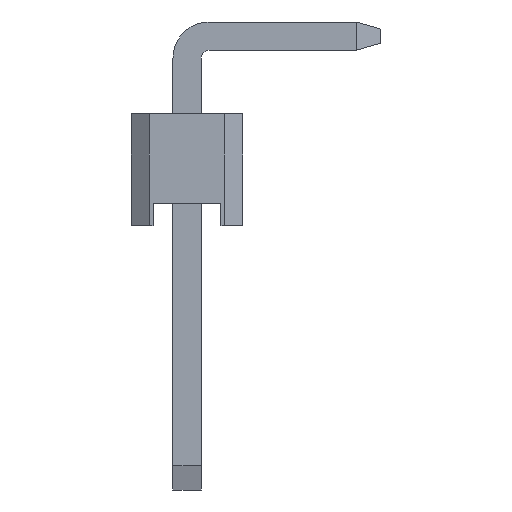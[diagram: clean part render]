
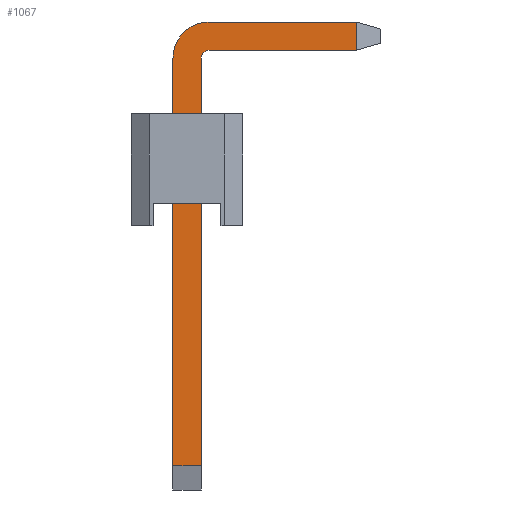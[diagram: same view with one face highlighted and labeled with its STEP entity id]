
A CAD part, left-side view. The second image highlights one B-rep face of the part: STEP entity #1067.
In plain terms, the highlighted planar face has unit normal (-1, 0, 0).
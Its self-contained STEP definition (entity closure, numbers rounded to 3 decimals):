
#7 = FACE_OUTER_BOUND ( 'NONE', #365, .T. ) ;
#49 = CARTESIAN_POINT ( 'NONE',  ( -0.32, -0.32, 0.55 ) ) ;
#85 = ORIENTED_EDGE ( 'NONE', *, *, #820, .F. ) ;
#108 = EDGE_CURVE ( 'NONE', #241, #282, #359, .T. ) ;
#109 = VECTOR ( 'NONE', #353, 1000. ) ;
#117 = DIRECTION ( 'NONE',  ( -1., 0., 0. ) ) ;
#160 = DIRECTION ( 'NONE',  ( -1., 0., 0. ) ) ;
#211 = DIRECTION ( 'NONE',  ( 0., 0., -1. ) ) ;
#217 = ORIENTED_EDGE ( 'NONE', *, *, #434, .T. ) ;
#220 = LINE ( 'NONE', #308, #554 ) ;
#226 = DIRECTION ( 'NONE',  ( 0., 0., -1. ) ) ;
#241 = VERTEX_POINT ( 'NONE', #410 ) ;
#242 = CARTESIAN_POINT ( 'NONE',  ( -0.32, -4.4, 10.62 ) ) ;
#276 = LINE ( 'NONE', #828, #416 ) ;
#282 = VERTEX_POINT ( 'NONE', #861 ) ;
#299 = ORIENTED_EDGE ( 'NONE', *, *, #1060, .T. ) ;
#306 = LINE ( 'NONE', #364, #808 ) ;
#308 = CARTESIAN_POINT ( 'NONE',  ( -0.32, -0.32, 9.8 ) ) ;
#309 = ORIENTED_EDGE ( 'NONE', *, *, #451, .T. ) ;
#321 = CARTESIAN_POINT ( 'NONE',  ( -0.32, -3.85, 10.62 ) ) ;
#353 = DIRECTION ( 'NONE',  ( 0., 1., 0. ) ) ;
#359 = LINE ( 'NONE', #934, #924 ) ;
#364 = CARTESIAN_POINT ( 'NONE',  ( -0.32, -3.85, 10.62 ) ) ;
#365 = EDGE_LOOP ( 'NONE', ( #669, #733, #217, #309, #802, #299, #1072, #85 ) ) ;
#378 = CARTESIAN_POINT ( 'NONE',  ( -0.32, -3.85, 9.98 ) ) ;
#403 = CARTESIAN_POINT ( 'NONE',  ( -0.32, -4.4, 10.62 ) ) ;
#410 = CARTESIAN_POINT ( 'NONE',  ( -0.32, 0.32, 9.8 ) ) ;
#416 = VECTOR ( 'NONE', #1085, 1000. ) ;
#434 = EDGE_CURVE ( 'NONE', #1012, #465, #771, .T. ) ;
#451 = EDGE_CURVE ( 'NONE', #465, #241, #946, .T. ) ;
#465 = VERTEX_POINT ( 'NONE', #624 ) ;
#466 = DIRECTION ( 'NONE',  ( 0., 0., 1. ) ) ;
#495 = DIRECTION ( 'NONE',  ( 0., 0., -1. ) ) ;
#535 = VERTEX_POINT ( 'NONE', #923 ) ;
#554 = VECTOR ( 'NONE', #226, 1000. ) ;
#581 = CARTESIAN_POINT ( 'NONE',  ( -0.32, -4.4, 0.55 ) ) ;
#590 = CIRCLE ( 'NONE', #1017, 0.18 ) ;
#618 = DIRECTION ( 'NONE',  ( 0., 0., 1. ) ) ;
#624 = CARTESIAN_POINT ( 'NONE',  ( -0.32, -0.5, 10.62 ) ) ;
#637 = EDGE_CURVE ( 'NONE', #853, #1012, #306, .T. ) ;
#669 = ORIENTED_EDGE ( 'NONE', *, *, #894, .F. ) ;
#681 = DIRECTION ( 'NONE',  ( 1., 0., 0. ) ) ;
#703 = CARTESIAN_POINT ( 'NONE',  ( -0.32, -0.5, 9.8 ) ) ;
#733 = ORIENTED_EDGE ( 'NONE', *, *, #637, .T. ) ;
#771 = LINE ( 'NONE', #242, #109 ) ;
#802 = ORIENTED_EDGE ( 'NONE', *, *, #108, .T. ) ;
#808 = VECTOR ( 'NONE', #466, 1000. ) ;
#820 = EDGE_CURVE ( 'NONE', #902, #535, #590, .T. ) ;
#828 = CARTESIAN_POINT ( 'NONE',  ( -0.32, -4.4, 9.98 ) ) ;
#833 = AXIS2_PLACEMENT_3D ( 'NONE', #403, #681, #495 ) ;
#853 = VERTEX_POINT ( 'NONE', #378 ) ;
#861 = CARTESIAN_POINT ( 'NONE',  ( -0.32, 0.32, 0.55 ) ) ;
#882 = AXIS2_PLACEMENT_3D ( 'NONE', #703, #160, #618 ) ;
#894 = EDGE_CURVE ( 'NONE', #853, #902, #276, .T. ) ;
#902 = VERTEX_POINT ( 'NONE', #921 ) ;
#921 = CARTESIAN_POINT ( 'NONE',  ( -0.32, -0.5, 9.98 ) ) ;
#923 = CARTESIAN_POINT ( 'NONE',  ( -0.32, -0.32, 9.8 ) ) ;
#924 = VECTOR ( 'NONE', #211, 1000. ) ;
#934 = CARTESIAN_POINT ( 'NONE',  ( -0.32, 0.32, 9.8 ) ) ;
#946 = CIRCLE ( 'NONE', #882, 0.82 ) ;
#963 = VERTEX_POINT ( 'NONE', #49 ) ;
#999 = DIRECTION ( 'NONE',  ( 0., 0., 1. ) ) ;
#1012 = VERTEX_POINT ( 'NONE', #321 ) ;
#1017 = AXIS2_PLACEMENT_3D ( 'NONE', #1092, #117, #999 ) ;
#1018 = DIRECTION ( 'NONE',  ( 0., -1., 0. ) ) ;
#1020 = PLANE ( 'NONE',  #833 ) ;
#1027 = EDGE_CURVE ( 'NONE', #535, #963, #220, .T. ) ;
#1060 = EDGE_CURVE ( 'NONE', #282, #963, #1123, .T. ) ;
#1067 = ADVANCED_FACE ( 'NONE', ( #7 ), #1020, .F. ) ;
#1072 = ORIENTED_EDGE ( 'NONE', *, *, #1027, .F. ) ;
#1075 = VECTOR ( 'NONE', #1018, 1000. ) ;
#1085 = DIRECTION ( 'NONE',  ( 0., 1., 0. ) ) ;
#1092 = CARTESIAN_POINT ( 'NONE',  ( -0.32, -0.5, 9.8 ) ) ;
#1123 = LINE ( 'NONE', #581, #1075 ) ;
